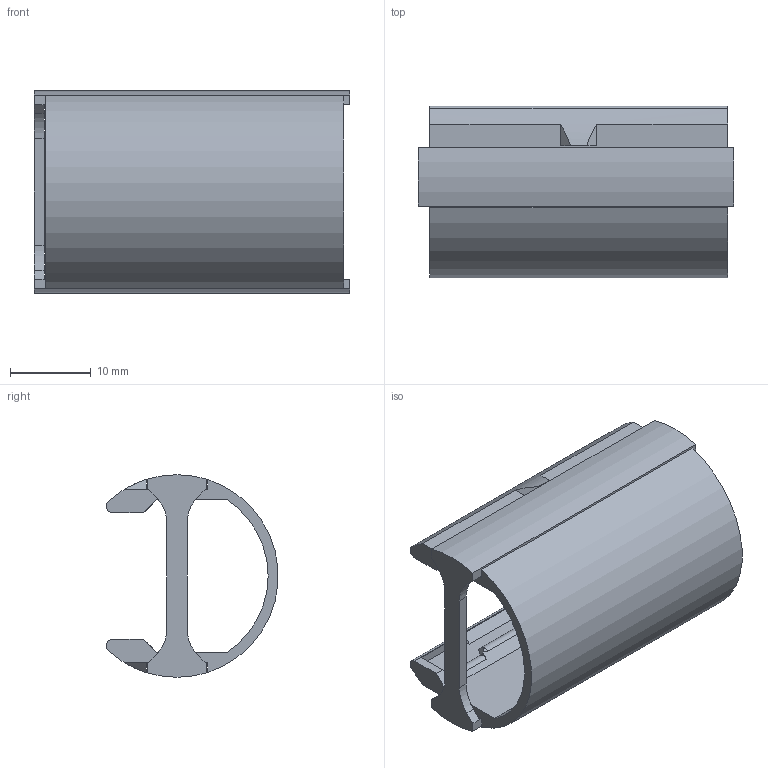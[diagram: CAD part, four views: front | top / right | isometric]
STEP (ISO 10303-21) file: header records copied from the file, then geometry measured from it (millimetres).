
FILE_DESCRIPTION(/* description */ (''),/* implementation_level */ '2;1');
FILE_NAME(/* name */ 'Proffie Module v30.step',/* time_stamp */ '2020-01-21T12:46:54-05:00',/* author */ (''),/* organization */ (''),/* preprocessor_version */ 'ST-DEVELOPER v18',/* originating_system */ 'Autodesk Translation Framework v8.12.0.6',/* authorisation */ '');
FILE_SCHEMA (('AUTOMOTIVE_DESIGN { 1 0 10303 214 3 1 1 }'));
Length unit declared in the file: millimetre
Products named in the file (3): Proffie Module; Board Tray; Rails
Assembly tree (2 placements, depth 2):
  Proffie Module
    Board Tray
    Rails
Bounding box: 39.05 x 21.28 x 25.1 mm (x, y, z)
Volume: 3863 mm3; surface area: 6053.3 mm2
Topology: 2 solids, 2 shells, 99 faces, 277 edges, 178 vertices
Faces by surface type: plane 77, cylinder 18, bspline 4
Entity records: 3238 total; most frequent: CARTESIAN_POINT 597, ORIENTED_EDGE 546, DIRECTION 531, EDGE_CURVE 273, LINE 211, VECTOR 211, VERTEX_POINT 178, AXIS2_PLACEMENT_3D 160
